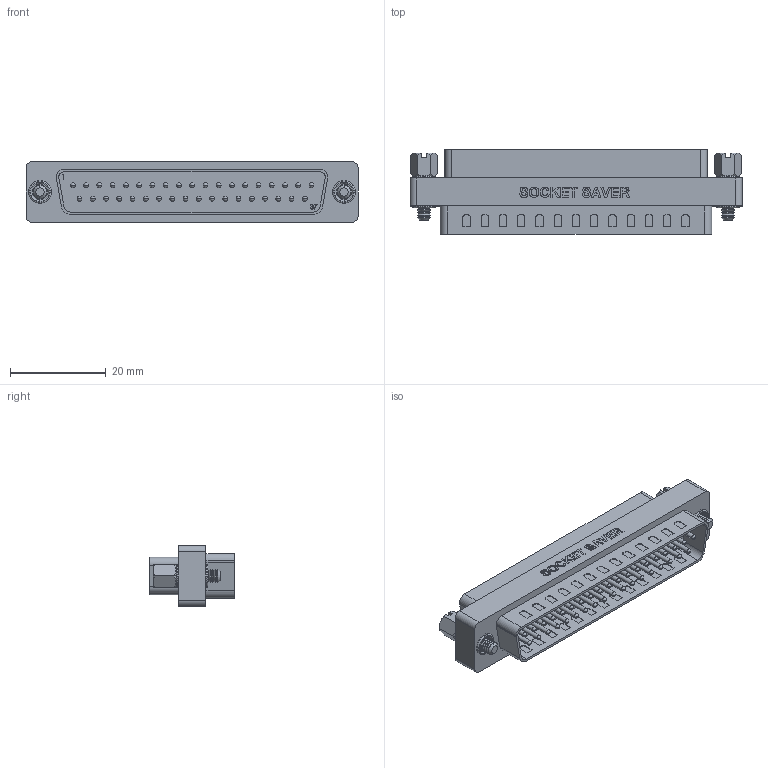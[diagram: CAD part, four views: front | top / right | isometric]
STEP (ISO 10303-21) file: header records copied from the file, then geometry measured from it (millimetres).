
FILE_DESCRIPTION (( 'STEP AP214' ), '1' );
FILE_NAME ('DGB37MF_3D.step', '2025-10-16T20:25:53', ( '' ), ( '' ), 'SwSTEP 2.0', 'SolidWorks 2025', '' );
FILE_SCHEMA (( 'AUTOMOTIVE_DESIGN' ));
Length unit declared in the file: inch
Products named in the file (5): DGBH37F-MA1_SOCKET SAVER; SD37P_Without Mounting Flange and Solder Cups; SD37S_Without Mounting Flange and Solder Cups; DGB37MF_3D; 3AA05-002
Assembly tree (5 placements, depth 2):
  DGB37MF_3D
    DGBH37F-MA1_SOCKET SAVER
    SD37S_Without Mounting Flange and Solder Cups
    SD37P_Without Mounting Flange and Solder Cups
    3AA05-002  x2
Bounding box: 69.34 x 17.65 x 12.7 mm (x, y, z)
Volume: 8119.3 mm3; surface area: 8685.2 mm2
Topology: 5 solids, 5 shells, 1163 faces, 2979 edges, 1911 vertices
Faces by surface type: plane 542, cylinder 332, bspline 131, sphere 86, cone 60, torus 12
Entity records: 39495 total; most frequent: CARTESIAN_POINT 13679, ORIENTED_EDGE 5354, DIRECTION 5101, EDGE_CURVE 2677, VERTEX_POINT 1752, AXIS2_PLACEMENT_3D 1730, LINE 1641, VECTOR 1641
